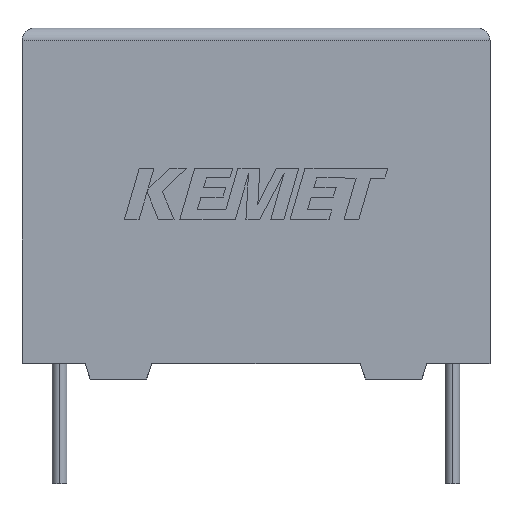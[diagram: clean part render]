
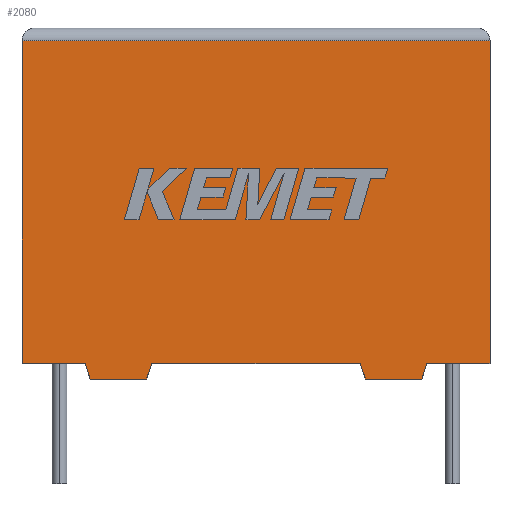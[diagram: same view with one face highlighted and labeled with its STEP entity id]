
A CAD part, top view. The second image highlights one B-rep face of the part: STEP entity #2080.
In plain terms, the highlighted planar face has unit normal (0, 0, 1).
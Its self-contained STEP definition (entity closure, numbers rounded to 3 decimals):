
#36 = LINE ( 'NONE', #2373, #79 ) ;
#37 = CARTESIAN_POINT ( 'NONE',  ( 7.135, -0.904, 11.2 ) ) ;
#51 = CARTESIAN_POINT ( 'NONE',  ( 7.435, 0., 11.2 ) ) ;
#62 = LINE ( 'NONE', #2744, #1414 ) ;
#63 = EDGE_CURVE ( 'NONE', #1662, #1160, #36, .T. ) ;
#79 = VECTOR ( 'NONE', #1377, 1000. ) ;
#92 = VERTEX_POINT ( 'NONE', #500 ) ;
#151 = DIRECTION ( 'NONE',  ( 0.315, 0.949, 0. ) ) ;
#152 = CARTESIAN_POINT ( 'NONE',  ( 3.913, -0.904, 11.2 ) ) ;
#206 = DIRECTION ( 'NONE',  ( 1., 0., 0. ) ) ;
#317 = CARTESIAN_POINT ( 'NONE',  ( 0., 0., 11.2 ) ) ;
#383 = ORIENTED_EDGE ( 'NONE', *, *, #1891, .T. ) ;
#424 = CARTESIAN_POINT ( 'NONE',  ( 23.187, 0., 11.2 ) ) ;
#482 = PLANE ( 'NONE',  #2989 ) ;
#500 = CARTESIAN_POINT ( 'NONE',  ( 23.187, 0., 11.2 ) ) ;
#599 = LINE ( 'NONE', #424, #3179 ) ;
#690 = VERTEX_POINT ( 'NONE', #2316 ) ;
#707 = LINE ( 'NONE', #1911, #2666 ) ;
#717 = DIRECTION ( 'NONE',  ( -1., 0., 0. ) ) ;
#732 = CARTESIAN_POINT ( 'NONE',  ( 0., 0., 11.2 ) ) ;
#745 = CARTESIAN_POINT ( 'NONE',  ( 19.665, -0.904, 11.2 ) ) ;
#766 = DIRECTION ( 'NONE',  ( 0., -1., 0. ) ) ;
#886 = CARTESIAN_POINT ( 'NONE',  ( 0., 18.471, 11.2 ) ) ;
#934 = LINE ( 'NONE', #2266, #3014 ) ;
#941 = ORIENTED_EDGE ( 'NONE', *, *, #3225, .T. ) ;
#959 = ORIENTED_EDGE ( 'NONE', *, *, #2020, .T. ) ;
#977 = CARTESIAN_POINT ( 'NONE',  ( 19.365, 0., 11.2 ) ) ;
#984 = LINE ( 'NONE', #1919, #2942 ) ;
#986 = DIRECTION ( 'NONE',  ( 0., 0., -1. ) ) ;
#998 = VERTEX_POINT ( 'NONE', #2961 ) ;
#1063 = LINE ( 'NONE', #3007, #1443 ) ;
#1132 = EDGE_CURVE ( 'NONE', #2638, #1160, #3018, .T. ) ;
#1160 = VERTEX_POINT ( 'NONE', #977 ) ;
#1186 = CARTESIAN_POINT ( 'NONE',  ( 26.8, 18.471, 11.2 ) ) ;
#1200 = EDGE_LOOP ( 'NONE', ( #941, #1501, #1850, #2984, #383, #959, #3100, #1425, #1686, #1811, #2430, #2270 ) ) ;
#1207 = CARTESIAN_POINT ( 'NONE',  ( 26.8, 0., 11.2 ) ) ;
#1346 = EDGE_CURVE ( 'NONE', #2208, #1662, #2906, .T. ) ;
#1371 = CARTESIAN_POINT ( 'NONE',  ( 0., 0., 11.2 ) ) ;
#1377 = DIRECTION ( 'NONE',  ( 1., 0., 0. ) ) ;
#1414 = VECTOR ( 'NONE', #2039, 1000. ) ;
#1425 = ORIENTED_EDGE ( 'NONE', *, *, #63, .T. ) ;
#1443 = VECTOR ( 'NONE', #3240, 1000. ) ;
#1481 = VECTOR ( 'NONE', #151, 1000. ) ;
#1482 = CARTESIAN_POINT ( 'NONE',  ( 19.665, -0.904, 11.2 ) ) ;
#1501 = ORIENTED_EDGE ( 'NONE', *, *, #1599, .T. ) ;
#1520 = VECTOR ( 'NONE', #2799, 1000. ) ;
#1531 = EDGE_CURVE ( 'NONE', #92, #2283, #599, .T. ) ;
#1562 = VECTOR ( 'NONE', #2435, 1000. ) ;
#1599 = EDGE_CURVE ( 'NONE', #3023, #1824, #1063, .T. ) ;
#1643 = DIRECTION ( 'NONE',  ( 0.315, -0.949, 0. ) ) ;
#1662 = VERTEX_POINT ( 'NONE', #51 ) ;
#1686 = ORIENTED_EDGE ( 'NONE', *, *, #1132, .F. ) ;
#1738 = EDGE_CURVE ( 'NONE', #1824, #2930, #934, .T. ) ;
#1776 = EDGE_CURVE ( 'NONE', #2930, #690, #2104, .T. ) ;
#1805 = VERTEX_POINT ( 'NONE', #152 ) ;
#1811 = ORIENTED_EDGE ( 'NONE', *, *, #2617, .F. ) ;
#1824 = VERTEX_POINT ( 'NONE', #886 ) ;
#1828 = LINE ( 'NONE', #2603, #2274 ) ;
#1850 = ORIENTED_EDGE ( 'NONE', *, *, #1738, .T. ) ;
#1891 = EDGE_CURVE ( 'NONE', #690, #1805, #1828, .T. ) ;
#1911 = CARTESIAN_POINT ( 'NONE',  ( 3.913, -0.904, 11.2 ) ) ;
#1919 = CARTESIAN_POINT ( 'NONE',  ( 0., 0., 11.2 ) ) ;
#2020 = EDGE_CURVE ( 'NONE', #1805, #2208, #707, .T. ) ;
#2039 = DIRECTION ( 'NONE',  ( -1., 0., 0. ) ) ;
#2069 = FACE_OUTER_BOUND ( 'NONE', #1200, .T. ) ;
#2080 = ADVANCED_FACE ( 'NONE', ( #2069 ), #482, .F. ) ;
#2104 = LINE ( 'NONE', #317, #1520 ) ;
#2176 = DIRECTION ( 'NONE',  ( 1., 0., 0. ) ) ;
#2208 = VERTEX_POINT ( 'NONE', #37 ) ;
#2266 = CARTESIAN_POINT ( 'NONE',  ( 0., 0., 11.2 ) ) ;
#2270 = ORIENTED_EDGE ( 'NONE', *, *, #3044, .T. ) ;
#2274 = VECTOR ( 'NONE', #1643, 1000. ) ;
#2283 = VERTEX_POINT ( 'NONE', #2531 ) ;
#2316 = CARTESIAN_POINT ( 'NONE',  ( 3.613, 0., 11.2 ) ) ;
#2373 = CARTESIAN_POINT ( 'NONE',  ( 0., 0., 11.2 ) ) ;
#2406 = CARTESIAN_POINT ( 'NONE',  ( 7.135, -0.904, 11.2 ) ) ;
#2430 = ORIENTED_EDGE ( 'NONE', *, *, #1531, .F. ) ;
#2435 = DIRECTION ( 'NONE',  ( 0., 1., 0. ) ) ;
#2531 = CARTESIAN_POINT ( 'NONE',  ( 22.887, -0.904, 11.2 ) ) ;
#2603 = CARTESIAN_POINT ( 'NONE',  ( 3.613, 0., 11.2 ) ) ;
#2617 = EDGE_CURVE ( 'NONE', #2283, #2638, #62, .T. ) ;
#2638 = VERTEX_POINT ( 'NONE', #745 ) ;
#2659 = DIRECTION ( 'NONE',  ( -0.315, -0.949, 0. ) ) ;
#2666 = VECTOR ( 'NONE', #206, 1000. ) ;
#2731 = DIRECTION ( 'NONE',  ( -0.315, 0.949, 0. ) ) ;
#2744 = CARTESIAN_POINT ( 'NONE',  ( 22.887, -0.904, 11.2 ) ) ;
#2799 = DIRECTION ( 'NONE',  ( 1., 0., 0. ) ) ;
#2897 = LINE ( 'NONE', #1207, #1562 ) ;
#2906 = LINE ( 'NONE', #2406, #1481 ) ;
#2930 = VERTEX_POINT ( 'NONE', #1371 ) ;
#2942 = VECTOR ( 'NONE', #2176, 1000. ) ;
#2961 = CARTESIAN_POINT ( 'NONE',  ( 26.8, 0., 11.2 ) ) ;
#2984 = ORIENTED_EDGE ( 'NONE', *, *, #1776, .T. ) ;
#2989 = AXIS2_PLACEMENT_3D ( 'NONE', #732, #986, #717 ) ;
#3007 = CARTESIAN_POINT ( 'NONE',  ( 0., 18.471, 11.2 ) ) ;
#3014 = VECTOR ( 'NONE', #766, 1000. ) ;
#3018 = LINE ( 'NONE', #1482, #3183 ) ;
#3023 = VERTEX_POINT ( 'NONE', #1186 ) ;
#3044 = EDGE_CURVE ( 'NONE', #92, #998, #984, .T. ) ;
#3100 = ORIENTED_EDGE ( 'NONE', *, *, #1346, .T. ) ;
#3179 = VECTOR ( 'NONE', #2659, 1000. ) ;
#3183 = VECTOR ( 'NONE', #2731, 1000. ) ;
#3225 = EDGE_CURVE ( 'NONE', #998, #3023, #2897, .T. ) ;
#3240 = DIRECTION ( 'NONE',  ( -1., 0., 0. ) ) ;
